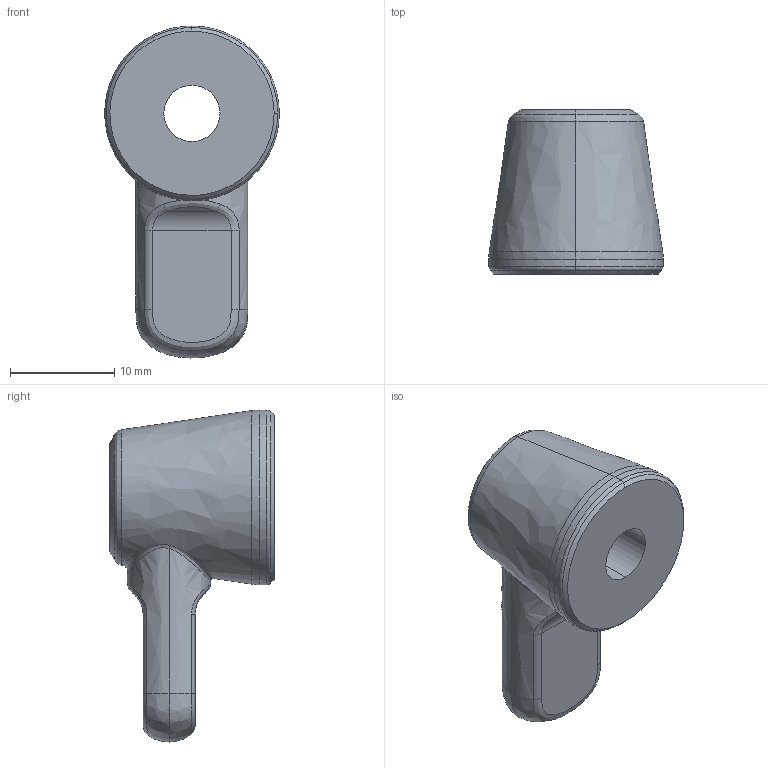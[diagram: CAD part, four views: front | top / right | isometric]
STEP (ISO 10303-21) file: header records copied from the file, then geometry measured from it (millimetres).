
FILE_DESCRIPTION (( 'STEP AP214' ), '1' );
FILE_NAME ('ÎÄÌ.002.00.03.003 Ðó÷êà.STEP', '2020-05-12T06:27:34', ( '' ), ( '' ), 'SwSTEP 2.0', 'SolidWorks 2017', '' );
FILE_SCHEMA (( 'AUTOMOTIVE_DESIGN' ));
Length unit declared in the file: millimetre
Products named in the file (1): ÎÄÌ.002.00.03.003 Ðó÷êà
Bounding box: 16.78 x 15.8 x 31.89 mm (x, y, z)
Volume: 2954.7 mm3; surface area: 1797.2 mm2
Topology: 1 solids, 1 shells, 53 faces, 130 edges, 81 vertices
Faces by surface type: bspline 29, plane 14, cylinder 10
Entity records: 3911 total; most frequent: CARTESIAN_POINT 2848, ORIENTED_EDGE 260, DIRECTION 144, EDGE_CURVE 130, VERTEX_POINT 81, EDGE_LOOP 57, FACE_OUTER_BOUND 53, ADVANCED_FACE 53
